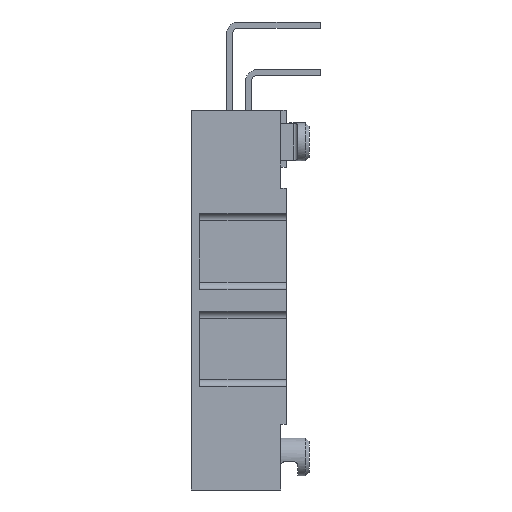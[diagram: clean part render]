
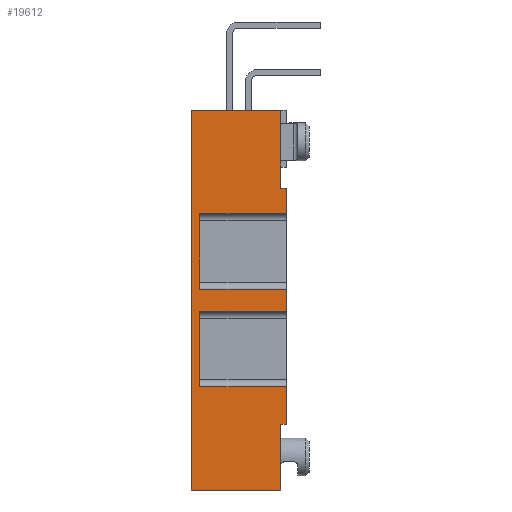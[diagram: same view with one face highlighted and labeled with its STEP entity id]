
A CAD part, left-side view. The second image highlights one B-rep face of the part: STEP entity #19612.
In plain terms, the highlighted face is planar.
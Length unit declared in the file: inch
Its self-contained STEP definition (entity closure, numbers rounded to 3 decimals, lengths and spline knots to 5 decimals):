
#48=PLANE('',#20648);
#1299=ORIENTED_EDGE('',*,*,#7149,.F.);
#1300=ORIENTED_EDGE('',*,*,#7150,.T.);
#1301=ORIENTED_EDGE('',*,*,#7151,.T.);
#1302=ORIENTED_EDGE('',*,*,#7127,.T.);
#1303=ORIENTED_EDGE('',*,*,#7152,.F.);
#1304=ORIENTED_EDGE('',*,*,#7153,.T.);
#1305=ORIENTED_EDGE('',*,*,#7154,.T.);
#1306=ORIENTED_EDGE('',*,*,#7136,.T.);
#1307=ORIENTED_EDGE('',*,*,#7155,.F.);
#1308=ORIENTED_EDGE('',*,*,#7156,.T.);
#1309=ORIENTED_EDGE('',*,*,#7157,.T.);
#1310=ORIENTED_EDGE('',*,*,#7158,.F.);
#1311=ORIENTED_EDGE('',*,*,#7099,.F.);
#1312=ORIENTED_EDGE('',*,*,#7159,.T.);
#1313=ORIENTED_EDGE('',*,*,#7160,.T.);
#1314=ORIENTED_EDGE('',*,*,#7133,.T.);
#7099=EDGE_CURVE('',#10027,#10028,#11961,.T.);
#7127=EDGE_CURVE('',#10053,#10052,#11983,.T.);
#7133=EDGE_CURVE('',#10059,#10058,#11987,.T.);
#7136=EDGE_CURVE('',#10047,#10060,#11990,.T.);
#7149=EDGE_CURVE('',#10069,#10058,#12003,.T.);
#7150=EDGE_CURVE('',#10069,#10070,#12004,.T.);
#7151=EDGE_CURVE('',#10070,#10053,#12005,.T.);
#7152=EDGE_CURVE('',#10071,#10052,#12006,.T.);
#7153=EDGE_CURVE('',#10071,#10072,#12007,.T.);
#7154=EDGE_CURVE('',#10072,#10047,#12008,.T.);
#7155=EDGE_CURVE('',#10073,#10060,#12009,.T.);
#7156=EDGE_CURVE('',#10073,#10074,#12010,.T.);
#7157=EDGE_CURVE('',#10074,#10075,#12011,.T.);
#7158=EDGE_CURVE('',#10028,#10075,#12012,.T.);
#7159=EDGE_CURVE('',#10027,#10076,#12013,.T.);
#7160=EDGE_CURVE('',#10076,#10059,#12014,.T.);
#10027=VERTEX_POINT('',#27203);
#10028=VERTEX_POINT('',#27205);
#10047=VERTEX_POINT('',#27250);
#10052=VERTEX_POINT('',#27259);
#10053=VERTEX_POINT('',#27261);
#10058=VERTEX_POINT('',#27271);
#10059=VERTEX_POINT('',#27273);
#10060=VERTEX_POINT('',#27276);
#10069=VERTEX_POINT('',#27301);
#10070=VERTEX_POINT('',#27303);
#10071=VERTEX_POINT('',#27306);
#10072=VERTEX_POINT('',#27308);
#10073=VERTEX_POINT('',#27311);
#10074=VERTEX_POINT('',#27313);
#10075=VERTEX_POINT('',#27315);
#10076=VERTEX_POINT('',#27318);
#11961=LINE('',#27204,#14647);
#11983=LINE('',#27260,#14669);
#11987=LINE('',#27272,#14673);
#11990=LINE('',#27277,#14676);
#12003=LINE('',#27300,#14689);
#12004=LINE('',#27302,#14690);
#12005=LINE('',#27304,#14691);
#12006=LINE('',#27305,#14692);
#12007=LINE('',#27307,#14693);
#12008=LINE('',#27309,#14694);
#12009=LINE('',#27310,#14695);
#12010=LINE('',#27312,#14696);
#12011=LINE('',#27314,#14697);
#12012=LINE('',#27316,#14698);
#12013=LINE('',#27317,#14699);
#12014=LINE('',#27319,#14700);
#14647=VECTOR('',#21955,39.37008);
#14669=VECTOR('',#21995,39.37008);
#14673=VECTOR('',#22003,39.37008);
#14676=VECTOR('',#22006,39.37008);
#14689=VECTOR('',#22023,39.37008);
#14690=VECTOR('',#22024,39.37008);
#14691=VECTOR('',#22025,39.37008);
#14692=VECTOR('',#22026,39.37008);
#14693=VECTOR('',#22027,39.37008);
#14694=VECTOR('',#22028,39.37008);
#14695=VECTOR('',#22029,39.37008);
#14696=VECTOR('',#22030,39.37008);
#14697=VECTOR('',#22031,39.37008);
#14698=VECTOR('',#22032,39.37008);
#14699=VECTOR('',#22033,39.37008);
#14700=VECTOR('',#22034,39.37008);
#17286=EDGE_LOOP('',(#1299,#1300,#1301,#1302,#1303,#1304,#1305,#1306,#1307,
#1308,#1309,#1310,#1311,#1312,#1313,#1314));
#18392=FACE_BOUND('',#17286,.T.);
#19612=ADVANCED_FACE('',(#18392),#48,.F.);
#20648=AXIS2_PLACEMENT_3D('',#27299,#22021,#22022);
#21955=DIRECTION('',(0.,1.,0.));
#21995=DIRECTION('',(0.,0.,-1.));
#22003=DIRECTION('',(0.,0.,-1.));
#22006=DIRECTION('',(0.,0.,-1.));
#22021=DIRECTION('',(-1.,0.,0.));
#22022=DIRECTION('',(0.,0.,1.));
#22023=DIRECTION('',(0.,-1.,0.));
#22024=DIRECTION('',(0.,0.,-1.));
#22025=DIRECTION('',(0.,-1.,0.));
#22026=DIRECTION('',(0.,-1.,0.));
#22027=DIRECTION('',(0.,0.,-1.));
#22028=DIRECTION('',(0.,-1.,0.));
#22029=DIRECTION('',(0.,-1.,0.));
#22030=DIRECTION('',(0.,0.,-1.));
#22031=DIRECTION('',(0.,1.,0.));
#22032=DIRECTION('',(0.,0.,-1.));
#22033=DIRECTION('',(0.,0.,-1.));
#22034=DIRECTION('',(0.,-1.,0.));
#27203=CARTESIAN_POINT('',(0.927,-0.11,0.5));
#27204=CARTESIAN_POINT('',(0.927,-0.125,0.5));
#27205=CARTESIAN_POINT('',(0.927,0.125,0.5));
#27250=CARTESIAN_POINT('',(0.927,-0.125,-0.22857));
#27259=CARTESIAN_POINT('',(0.927,-0.125,-0.02857));
#27260=CARTESIAN_POINT('',(0.927,-0.125,0.5));
#27261=CARTESIAN_POINT('',(0.927,-0.125,0.02857));
#27271=CARTESIAN_POINT('',(0.927,-0.125,0.22857));
#27272=CARTESIAN_POINT('',(0.927,-0.125,0.5));
#27273=CARTESIAN_POINT('',(0.927,-0.125,0.327));
#27276=CARTESIAN_POINT('',(0.927,-0.125,-0.295));
#27277=CARTESIAN_POINT('',(0.927,-0.125,0.5));
#27299=CARTESIAN_POINT('',(0.927,-0.125,0.5));
#27300=CARTESIAN_POINT('',(0.927,-0.125,0.22857));
#27301=CARTESIAN_POINT('',(0.927,0.103,0.22857));
#27302=CARTESIAN_POINT('',(0.927,0.103,0.5));
#27303=CARTESIAN_POINT('',(0.927,0.103,0.02857));
#27304=CARTESIAN_POINT('',(0.927,0.103,0.02857));
#27305=CARTESIAN_POINT('',(0.927,0.103,-0.02857));
#27306=CARTESIAN_POINT('',(0.927,0.103,-0.02857));
#27307=CARTESIAN_POINT('',(0.927,0.103,0.5));
#27308=CARTESIAN_POINT('',(0.927,0.103,-0.22857));
#27309=CARTESIAN_POINT('',(0.927,0.103,-0.22857));
#27310=CARTESIAN_POINT('',(0.927,-0.11,-0.295));
#27311=CARTESIAN_POINT('',(0.927,-0.11,-0.295));
#27312=CARTESIAN_POINT('',(0.927,-0.11,0.5));
#27313=CARTESIAN_POINT('',(0.927,-0.11,-0.5));
#27314=CARTESIAN_POINT('',(0.927,-0.125,-0.5));
#27315=CARTESIAN_POINT('',(0.927,0.125,-0.5));
#27316=CARTESIAN_POINT('',(0.927,0.125,0.5));
#27317=CARTESIAN_POINT('',(0.927,-0.11,0.5));
#27318=CARTESIAN_POINT('',(0.927,-0.11,0.327));
#27319=CARTESIAN_POINT('',(0.927,-0.11,0.327));
